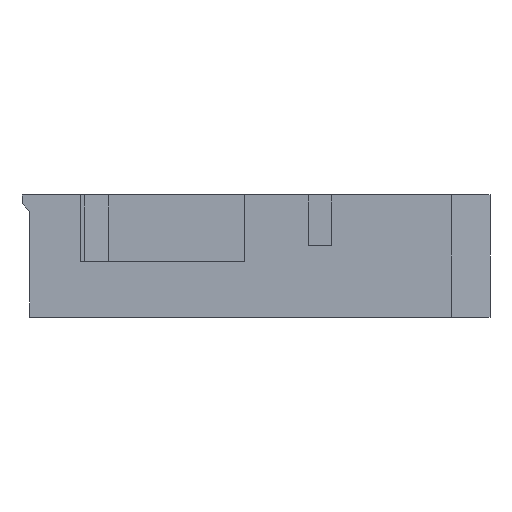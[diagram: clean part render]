
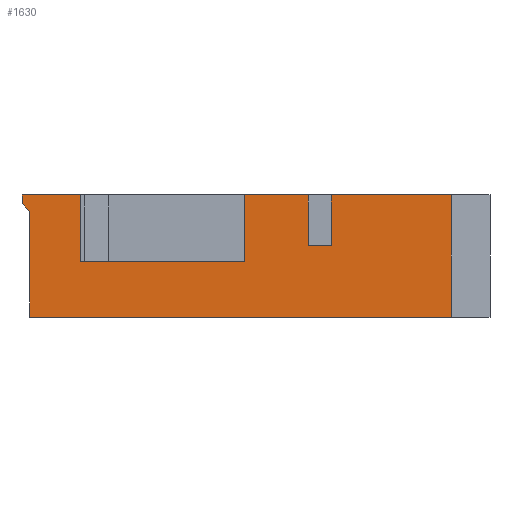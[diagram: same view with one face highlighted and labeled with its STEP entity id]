
A CAD part, left-side view. The second image highlights one B-rep face of the part: STEP entity #1630.
In plain terms, the highlighted planar face has unit normal (-1, 0, 0).
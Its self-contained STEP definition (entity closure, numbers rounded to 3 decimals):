
#2=DIRECTION('',(0.,0.,1.));
#3=VECTOR('',#2,1.147);
#4=CARTESIAN_POINT('',(-33.364,18.535,28.699));
#5=LINE('',#4,#3);
#14=DIRECTION('',(0.,0.,-1.));
#15=VECTOR('',#14,15.847);
#16=CARTESIAN_POINT('',(-33.364,-37.172,29.846));
#17=LINE('',#16,#15);
#18=DIRECTION('',(0.,1.,0.));
#19=VECTOR('',#18,54.704);
#20=CARTESIAN_POINT('',(-33.364,-37.172,13.999));
#21=LINE('',#20,#19);
#22=DIRECTION('',(0.,0.,-1.));
#23=VECTOR('',#22,13.7);
#24=CARTESIAN_POINT('',(-33.364,17.532,27.699));
#25=LINE('',#24,#23);
#26=DIRECTION('',(0.,-0.708,-0.706));
#27=VECTOR('',#26,1.416);
#28=CARTESIAN_POINT('',(-33.364,18.535,28.699));
#29=LINE('',#28,#27);
#30=DIRECTION('',(0.,0.,1.));
#31=VECTOR('',#30,8.7);
#32=CARTESIAN_POINT('',(-33.364,10.956,21.147));
#33=LINE('',#32,#31);
#34=DIRECTION('',(0.,1.,0.));
#35=VECTOR('',#34,21.276);
#36=CARTESIAN_POINT('',(-33.364,-10.32,21.147));
#37=LINE('',#36,#35);
#38=DIRECTION('',(0.,0.,-1.));
#39=VECTOR('',#38,8.7);
#40=CARTESIAN_POINT('',(-33.364,-10.32,29.846));
#41=LINE('',#40,#39);
#42=DIRECTION('',(0.,0.,1.));
#43=VECTOR('',#42,6.568);
#44=CARTESIAN_POINT('',(-33.364,-18.62,23.279));
#45=LINE('',#44,#43);
#46=DIRECTION('',(0.,0.,-1.));
#47=VECTOR('',#46,6.568);
#48=CARTESIAN_POINT('',(-33.364,-21.611,29.846));
#49=LINE('',#48,#47);
#422=DIRECTION('',(0.,1.,0.));
#423=VECTOR('',#422,15.561);
#424=CARTESIAN_POINT('',(-33.364,-37.172,29.846));
#425=LINE('',#424,#423);
#494=DIRECTION('',(0.,-1.,0.));
#495=VECTOR('',#494,7.578);
#496=CARTESIAN_POINT('',(-33.364,18.535,29.846));
#497=LINE('',#496,#495);
#616=DIRECTION('',(0.,-1.,0.));
#617=VECTOR('',#616,8.3);
#618=CARTESIAN_POINT('',(-33.364,-10.32,29.846));
#619=LINE('',#618,#617);
#954=DIRECTION('',(0.,-1.,0.));
#955=VECTOR('',#954,2.991);
#956=CARTESIAN_POINT('',(-33.364,-18.62,23.279));
#957=LINE('',#956,#955);
#1202=CARTESIAN_POINT('',(-33.364,18.535,28.699));
#1203=CARTESIAN_POINT('',(-33.364,18.535,29.846));
#1204=VERTEX_POINT('',#1202);
#1205=VERTEX_POINT('',#1203);
#1210=CARTESIAN_POINT('',(-33.364,10.956,29.846));
#1211=VERTEX_POINT('',#1210);
#1238=CARTESIAN_POINT('',(-33.364,10.956,21.147));
#1239=VERTEX_POINT('',#1238);
#1246=CARTESIAN_POINT('',(-33.364,17.532,13.999));
#1248=VERTEX_POINT('',#1246);
#1324=CARTESIAN_POINT('',(-33.364,-21.611,
29.846));
#1325=VERTEX_POINT('',#1324);
#1338=CARTESIAN_POINT('',(-33.364,-10.32,
29.846));
#1339=VERTEX_POINT('',#1338);
#1340=CARTESIAN_POINT('',(-33.364,-18.62,
29.846));
#1341=VERTEX_POINT('',#1340);
#1348=CARTESIAN_POINT('',(-33.364,-21.611,
23.279));
#1349=VERTEX_POINT('',#1348);
#1352=CARTESIAN_POINT('',(-33.364,-18.62,
23.279));
#1353=VERTEX_POINT('',#1352);
#1356=CARTESIAN_POINT('',(-33.364,-10.32,
21.147));
#1357=VERTEX_POINT('',#1356);
#1360=CARTESIAN_POINT('',(-33.364,17.532,27.699));
#1361=VERTEX_POINT('',#1360);
#1525=CARTESIAN_POINT('',(-33.364,-37.172,
13.999));
#1527=VERTEX_POINT('',#1525);
#1528=CARTESIAN_POINT('',(-33.364,-37.172,
29.846));
#1529=VERTEX_POINT('',#1528);
#1596=CARTESIAN_POINT('',(-33.364,11.956,29.896));
#1597=DIRECTION('',(-1.,0.,0.));
#1598=DIRECTION('',(0.,1.,0.));
#1599=AXIS2_PLACEMENT_3D('',#1596,#1597,#1598);
#1600=PLANE('',#1599);
#1602=ORIENTED_EDGE('',*,*,#1601,.T.);
#1604=ORIENTED_EDGE('',*,*,#1603,.T.);
#1606=ORIENTED_EDGE('',*,*,#1605,.F.);
#1608=ORIENTED_EDGE('',*,*,#1607,.F.);
#1609=ORIENTED_EDGE('',*,*,#1585,.T.);
#1611=ORIENTED_EDGE('',*,*,#1610,.T.);
#1613=ORIENTED_EDGE('',*,*,#1612,.F.);
#1615=ORIENTED_EDGE('',*,*,#1614,.F.);
#1617=ORIENTED_EDGE('',*,*,#1616,.F.);
#1619=ORIENTED_EDGE('',*,*,#1618,.T.);
#1621=ORIENTED_EDGE('',*,*,#1620,.F.);
#1623=ORIENTED_EDGE('',*,*,#1622,.T.);
#1625=ORIENTED_EDGE('',*,*,#1624,.F.);
#1627=ORIENTED_EDGE('',*,*,#1626,.F.);
#1628=EDGE_LOOP('',(#1602,#1604,#1606,#1608,#1609,#1611,#1613,#1615,#1617,#1619,
#1621,#1623,#1625,#1627));
#1629=FACE_OUTER_BOUND('',#1628,.F.);
#1630=ADVANCED_FACE('',(#1629),#1600,.T.);
#1585=EDGE_CURVE('',#1204,#1205,#5,.T.);
#1601=EDGE_CURVE('',#1529,#1527,#17,.T.);
#1603=EDGE_CURVE('',#1527,#1248,#21,.T.);
#1605=EDGE_CURVE('',#1361,#1248,#25,.T.);
#1607=EDGE_CURVE('',#1204,#1361,#29,.T.);
#1610=EDGE_CURVE('',#1205,#1211,#497,.T.);
#1612=EDGE_CURVE('',#1239,#1211,#33,.T.);
#1614=EDGE_CURVE('',#1357,#1239,#37,.T.);
#1616=EDGE_CURVE('',#1339,#1357,#41,.T.);
#1618=EDGE_CURVE('',#1339,#1341,#619,.T.);
#1620=EDGE_CURVE('',#1353,#1341,#45,.T.);
#1622=EDGE_CURVE('',#1353,#1349,#957,.T.);
#1624=EDGE_CURVE('',#1325,#1349,#49,.T.);
#1626=EDGE_CURVE('',#1529,#1325,#425,.T.);
